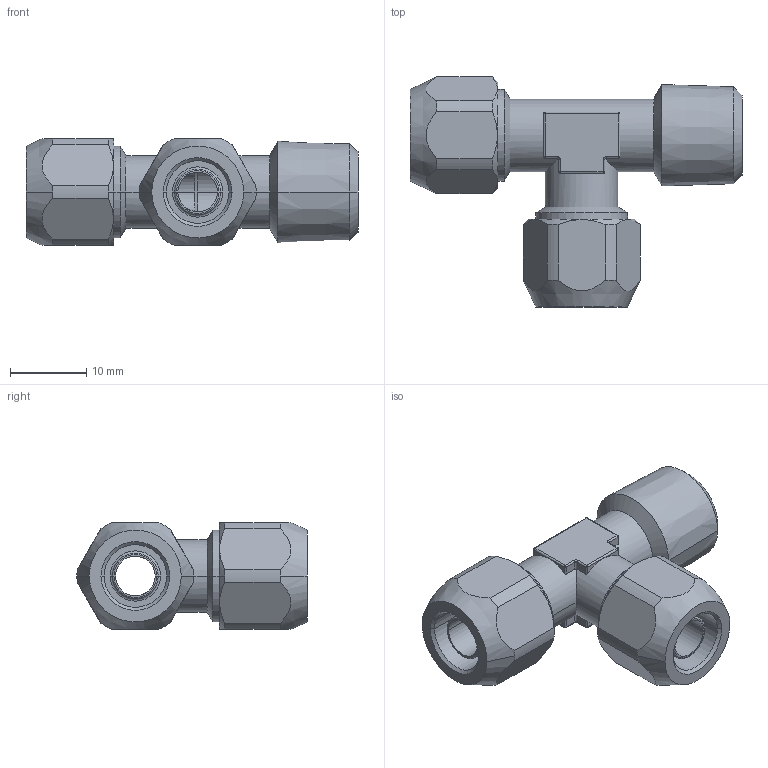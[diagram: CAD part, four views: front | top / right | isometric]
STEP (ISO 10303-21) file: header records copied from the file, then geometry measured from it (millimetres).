
FILE_DESCRIPTION(( 'CX.19.08.14.stp' ), '1');
FILE_NAME( 'CX.19.08.14.stp', '2018-08-24T14:34:42',( 'Sopra'),('sopra-pneumatic.com'), 'SwSTEP 2.0','SolidWorks 2009','' );
FILE_SCHEMA(('CONFIG_CONTROL_DESIGN'));
Length unit declared in the file: millimetre
Products named in the file (1): 361721B_142X4-8-6-1-4K
Bounding box: 43.5 x 30.15 x 14 mm (x, y, z)
Volume: 5127.4 mm3; surface area: 4488.4 mm2
Topology: 1 solids, 1 shells, 158 faces, 373 edges, 222 vertices
Faces by surface type: cylinder 68, plane 39, cone 27, sphere 12, torus 12
Entity records: 4771 total; most frequent: CARTESIAN_POINT 1079, DIRECTION 805, ORIENTED_EDGE 746, EDGE_CURVE 373, AXIS2_PLACEMENT_3D 328, VERTEX_POINT 222, CIRCLE 170, EDGE_LOOP 167
